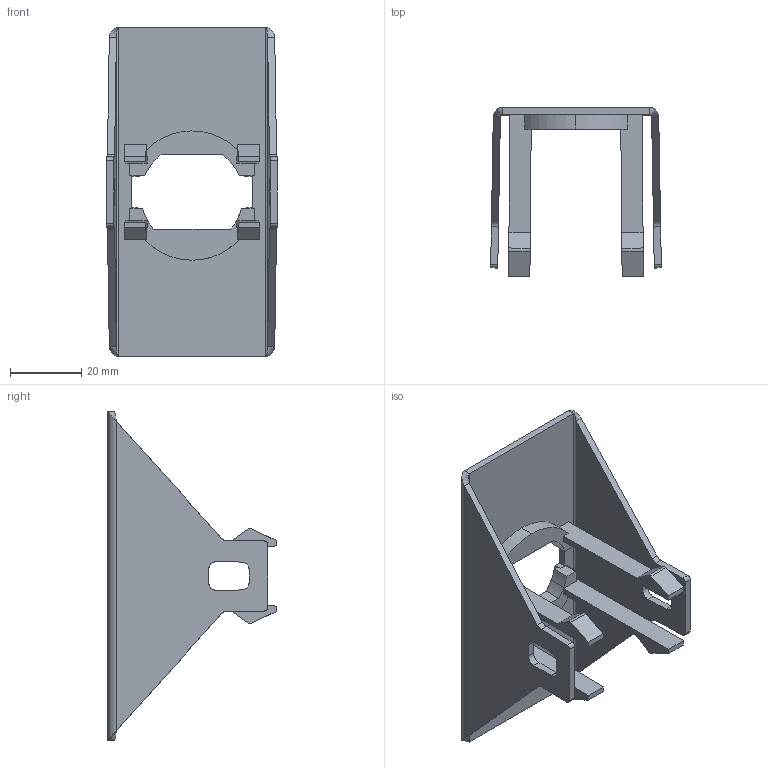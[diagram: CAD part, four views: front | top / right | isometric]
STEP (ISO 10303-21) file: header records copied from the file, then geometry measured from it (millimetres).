
FILE_DESCRIPTION(('',''),'2;1');
FILE_NAME('','',('none'),('none'),'','','none');
FILE_SCHEMA(('AUTOMOTIVE_DESIGN { 1 0 10303 214 1 1 1 1 }'));
Length unit declared in the file: millimetre
Products named in the file (1): AS02259400_SAPP-WEC_08_MINI_WEC-COVER_BK
Bounding box: 48 x 47.41 x 92.37 mm (x, y, z)
Volume: 18258.3 mm3; surface area: 19025.6 mm2
Topology: 1 solids, 1 shells, 134 faces, 388 edges, 256 vertices
Faces by surface type: plane 88, extrusion 30, cylinder 12, bspline 4
Entity records: 4817 total; most frequent: CARTESIAN_POINT 1595, ORIENTED_EDGE 776, DIRECTION 454, EDGE_CURVE 388, VECTOR 294, LINE 264, VERTEX_POINT 256, B_SPLINE_CURVE_WITH_KNOTS 144
